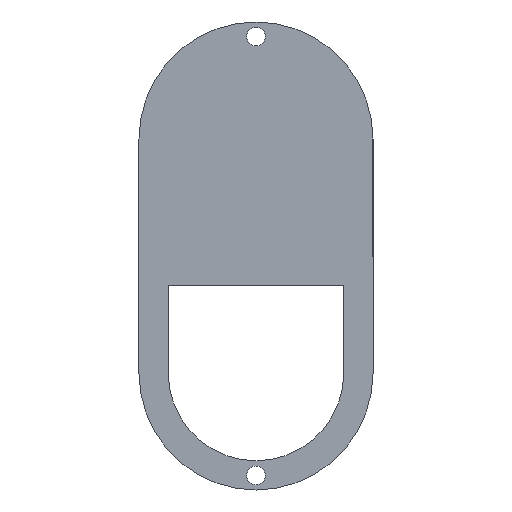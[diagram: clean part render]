
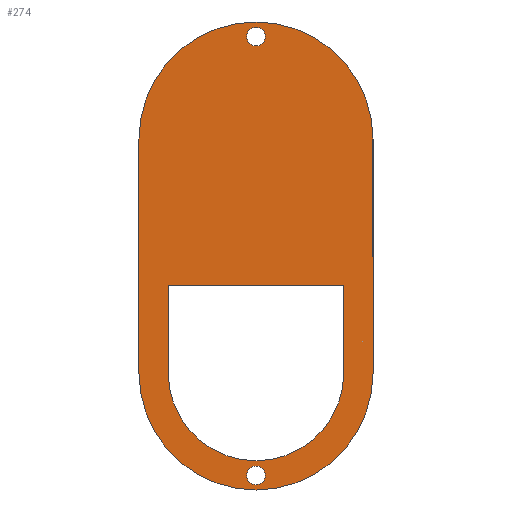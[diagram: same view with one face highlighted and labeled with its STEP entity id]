
A CAD part, front view. The second image highlights one B-rep face of the part: STEP entity #274.
In plain terms, the highlighted planar face has unit normal (0, -1, 0).
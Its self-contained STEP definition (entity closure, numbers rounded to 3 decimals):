
#18=FACE_BOUND('',#60,.T.);
#19=FACE_BOUND('',#61,.T.);
#20=FACE_BOUND('',#62,.T.);
#28=PLANE('',#314);
#42=FACE_OUTER_BOUND('',#59,.T.);
#59=EDGE_LOOP('',(#245,#246,#247,#248));
#60=EDGE_LOOP('',(#249));
#61=EDGE_LOOP('',(#250));
#62=EDGE_LOOP('',(#251,#252,#253,#254));
#65=LINE('',#409,#89);
#74=LINE('',#428,#98);
#75=LINE('',#431,#99);
#79=LINE('',#445,#103);
#84=LINE('',#459,#108);
#89=VECTOR('',#333,10.);
#98=VECTOR('',#348,10.);
#99=VECTOR('',#351,10.);
#103=VECTOR('',#367,10.);
#108=VECTOR('',#380,10.);
#112=CIRCLE('',#291,0.8);
#114=CIRCLE('',#294,0.8);
#117=CIRCLE('',#303,7.5);
#119=CIRCLE('',#307,10.);
#121=CIRCLE('',#311,10.);
#124=VERTEX_POINT('',#397);
#126=VERTEX_POINT('',#403);
#127=VERTEX_POINT('',#407);
#128=VERTEX_POINT('',#408);
#135=VERTEX_POINT('',#426);
#136=VERTEX_POINT('',#430);
#139=VERTEX_POINT('',#443);
#140=VERTEX_POINT('',#444);
#143=VERTEX_POINT('',#452);
#145=VERTEX_POINT('',#458);
#149=EDGE_CURVE('',#124,#124,#112,.T.);
#152=EDGE_CURVE('',#126,#126,#114,.T.);
#153=EDGE_CURVE('',#127,#128,#65,.T.);
#163=EDGE_CURVE('',#135,#128,#74,.T.);
#164=EDGE_CURVE('',#127,#136,#75,.T.);
#169=EDGE_CURVE('',#136,#135,#117,.T.);
#171=EDGE_CURVE('',#139,#140,#79,.T.);
#175=EDGE_CURVE('',#143,#140,#119,.T.);
#178=EDGE_CURVE('',#143,#145,#84,.T.);
#181=EDGE_CURVE('',#139,#145,#121,.T.);
#245=ORIENTED_EDGE('',*,*,#181,.F.);
#246=ORIENTED_EDGE('',*,*,#171,.T.);
#247=ORIENTED_EDGE('',*,*,#175,.F.);
#248=ORIENTED_EDGE('',*,*,#178,.T.);
#249=ORIENTED_EDGE('',*,*,#149,.T.);
#250=ORIENTED_EDGE('',*,*,#152,.T.);
#251=ORIENTED_EDGE('',*,*,#169,.F.);
#252=ORIENTED_EDGE('',*,*,#164,.F.);
#253=ORIENTED_EDGE('',*,*,#153,.T.);
#254=ORIENTED_EDGE('',*,*,#163,.F.);
#274=ADVANCED_FACE('',(#42,#18,#19,#20),#28,.F.);
#291=AXIS2_PLACEMENT_3D('',#399,#322,#323);
#294=AXIS2_PLACEMENT_3D('',#405,#329,#330);
#303=AXIS2_PLACEMENT_3D('',#440,#361,#362);
#307=AXIS2_PLACEMENT_3D('',#453,#373,#374);
#311=AXIS2_PLACEMENT_3D('',#464,#385,#386);
#314=AXIS2_PLACEMENT_3D('',#467,#391,#392);
#322=DIRECTION('center_axis',(0.,1.,0.));
#323=DIRECTION('ref_axis',(-1.,0.,0.));
#329=DIRECTION('center_axis',(0.,1.,0.));
#330=DIRECTION('ref_axis',(-1.,0.,0.));
#333=DIRECTION('',(1.,0.,0.));
#348=DIRECTION('',(0.,0.,1.));
#351=DIRECTION('',(0.,0.,-1.));
#361=DIRECTION('center_axis',(0.,-1.,0.));
#362=DIRECTION('ref_axis',(1.,0.,0.));
#367=DIRECTION('',(0.,0.,1.));
#373=DIRECTION('center_axis',(0.,1.,0.));
#374=DIRECTION('ref_axis',(-1.,0.,0.));
#380=DIRECTION('',(0.,0.,-1.));
#385=DIRECTION('center_axis',(0.,1.,0.));
#386=DIRECTION('ref_axis',(1.,0.,0.));
#391=DIRECTION('center_axis',(0.,1.,0.));
#392=DIRECTION('ref_axis',(1.,0.,0.));
#397=CARTESIAN_POINT('',(-9.2,0.,-38.75));
#399=CARTESIAN_POINT('Origin',(-10.,0.,-38.75));
#403=CARTESIAN_POINT('',(-9.2,0.,-1.25));
#405=CARTESIAN_POINT('Origin',(-10.,0.,-1.25));
#407=CARTESIAN_POINT('',(-17.5,0.,-22.5));
#408=CARTESIAN_POINT('',(-2.5,0.,-22.5));
#409=CARTESIAN_POINT('',(-17.5,0.,-22.5));
#426=CARTESIAN_POINT('',(-2.5,0.,-30.));
#428=CARTESIAN_POINT('',(-2.5,0.,-30.));
#430=CARTESIAN_POINT('',(-17.5,0.,-30.));
#431=CARTESIAN_POINT('',(-17.5,0.,-10.));
#440=CARTESIAN_POINT('Origin',(-10.,0.,-30.));
#443=CARTESIAN_POINT('',(0.,0.,-30.));
#444=CARTESIAN_POINT('',(0.,0.,-10.));
#445=CARTESIAN_POINT('',(0.,0.,-30.));
#452=CARTESIAN_POINT('',(-20.,0.,-10.));
#453=CARTESIAN_POINT('Origin',(-10.,0.,-10.));
#458=CARTESIAN_POINT('',(-20.,0.,-30.));
#459=CARTESIAN_POINT('',(-20.,0.,-10.));
#464=CARTESIAN_POINT('Origin',(-10.,0.,-30.));
#467=CARTESIAN_POINT('Origin',(-10.,0.,-20.));
